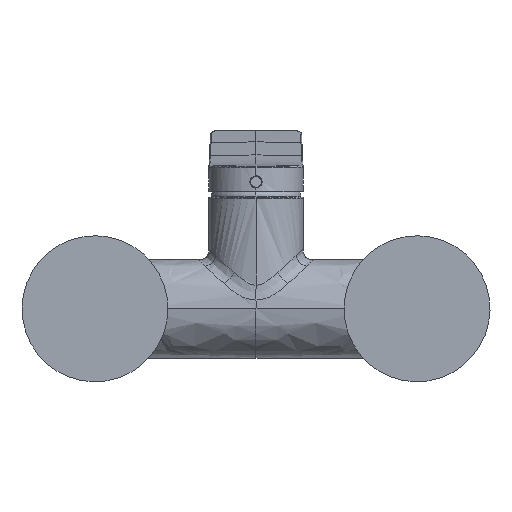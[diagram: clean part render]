
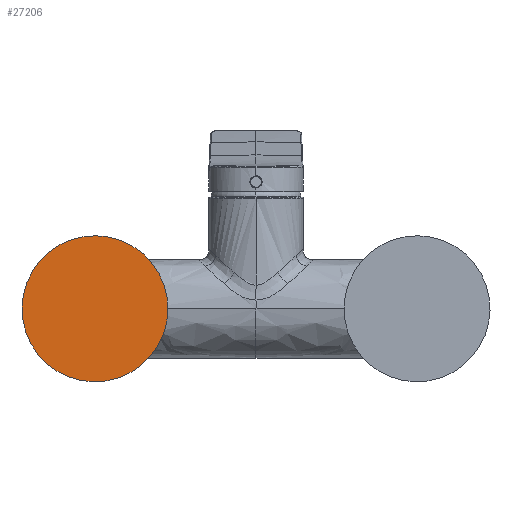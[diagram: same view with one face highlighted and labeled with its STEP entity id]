
A CAD part, left-side view. The second image highlights one B-rep face of the part: STEP entity #27206.
In plain terms, the highlighted face is planar.
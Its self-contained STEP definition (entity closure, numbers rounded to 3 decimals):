
#27120=CARTESIAN_POINT('Vertex',(-29.838,16.3,0.)) ;
#27123=CARTESIAN_POINT('Axis2P3D Location',(0.,0.,0.)) ;
#27127=CARTESIAN_POINT('Vertex',(29.838,-16.3,0.)) ;
#27180=CARTESIAN_POINT('Axis2P3D Location',(0.,0.,0.)) ;
#27197=CARTESIAN_POINT('Axis2P3D Location',(0.,0.,0.)) ;
#27124=DIRECTION('Axis2P3D Direction',(0.,0.,-1.)) ;
#27181=DIRECTION('Axis2P3D Direction',(0.,0.,-1.)) ;
#27198=DIRECTION('Axis2P3D Direction',(0.,0.,-1.)) ;
#27199=DIRECTION('Axis2P3D XDirection',(0.,1.,0.)) ;
#27125=AXIS2_PLACEMENT_3D('Circle Axis2P3D',#27123,#27124,$) ;
#27182=AXIS2_PLACEMENT_3D('Circle Axis2P3D',#27180,#27181,$) ;
#27200=AXIS2_PLACEMENT_3D('Plane Axis2P3D',#27197,#27198,#27199) ;
#27126=CIRCLE('generated circle',#27125,34.) ;
#27183=CIRCLE('generated circle',#27182,34.) ;
#27201=PLANE('',#27200) ;
#27129=EDGE_CURVE('',#27128,#27121,#27126,.T.) ;
#27184=EDGE_CURVE('',#27121,#27128,#27183,.T.) ;
#27203=ORIENTED_EDGE('',*,*,#27184,.T.) ;
#27204=ORIENTED_EDGE('',*,*,#27129,.T.) ;
#27202=EDGE_LOOP('',(#27203,#27204)) ;
#27121=VERTEX_POINT('',#27120) ;
#27128=VERTEX_POINT('',#27127) ;
#27206=ADVANCED_FACE('Low',(#27205),#27201,.T.) ;
#27205=FACE_OUTER_BOUND('',#27202,.T.) ;
